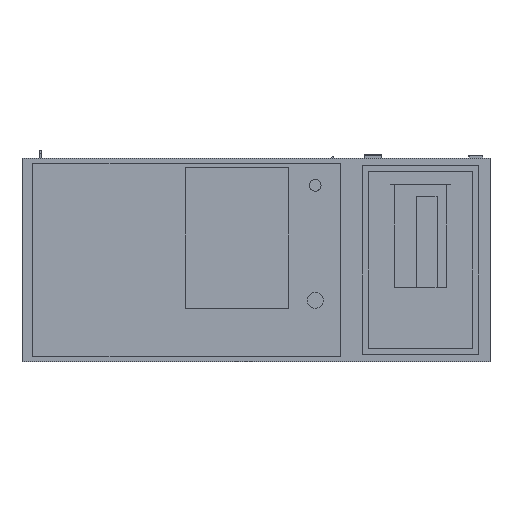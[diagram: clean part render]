
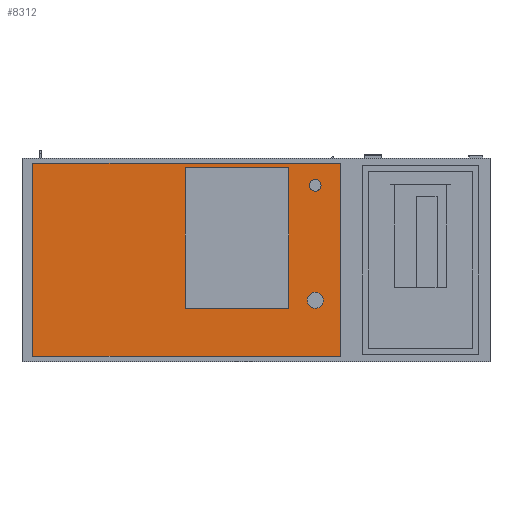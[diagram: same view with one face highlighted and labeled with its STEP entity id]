
A CAD part, front view. The second image highlights one B-rep face of the part: STEP entity #8312.
In plain terms, the highlighted planar face has unit normal (0, -1, 0).
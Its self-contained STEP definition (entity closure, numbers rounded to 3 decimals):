
#484=FACE_OUTER_BOUND('',#1005,.T.);
#1005=EDGE_LOOP('',(#5584,#5585,#5586,#5587));
#1562=LINE('',#12187,#2545);
#1565=LINE('',#12192,#2548);
#1566=LINE('',#12195,#2549);
#1567=LINE('',#12196,#2550);
#2545=VECTOR('',#9717,10.);
#2548=VECTOR('',#9722,10.);
#2549=VECTOR('',#9725,10.);
#2550=VECTOR('',#9726,10.);
#3511=VERTEX_POINT('',#12184);
#3512=VERTEX_POINT('',#12186);
#3513=VERTEX_POINT('',#12190);
#3514=VERTEX_POINT('',#12194);
#4328=EDGE_CURVE('',#3511,#3512,#1562,.T.);
#4331=EDGE_CURVE('',#3511,#3513,#1565,.T.);
#4332=EDGE_CURVE('',#3514,#3513,#1566,.T.);
#4333=EDGE_CURVE('',#3512,#3514,#1567,.T.);
#5584=ORIENTED_EDGE('',*,*,#4331,.T.);
#5585=ORIENTED_EDGE('',*,*,#4332,.F.);
#5586=ORIENTED_EDGE('',*,*,#4333,.F.);
#5587=ORIENTED_EDGE('',*,*,#4328,.F.);
#7901=PLANE('',#8906);
#8312=ADVANCED_FACE('',(#484),#7901,.T.);
#8906=AXIS2_PLACEMENT_3D('',#12193,#9723,#9724);
#9717=DIRECTION('',(0.,0.,1.));
#9722=DIRECTION('',(1.,0.,0.));
#9723=DIRECTION('center_axis',(0.,-1.,0.));
#9724=DIRECTION('ref_axis',(0.,0.,-1.));
#9725=DIRECTION('',(0.,0.,-1.));
#9726=DIRECTION('',(1.,0.,0.));
#12184=CARTESIAN_POINT('',(-525.,-185.,-330.));
#12186=CARTESIAN_POINT('',(-525.,-185.,330.));
#12187=CARTESIAN_POINT('',(-525.,-185.,330.));
#12190=CARTESIAN_POINT('',(525.,-185.,-330.));
#12192=CARTESIAN_POINT('',(0.,-185.,-330.));
#12193=CARTESIAN_POINT('Origin',(0.,-185.,330.));
#12194=CARTESIAN_POINT('',(525.,-185.,330.));
#12195=CARTESIAN_POINT('',(525.,-185.,330.));
#12196=CARTESIAN_POINT('',(0.,-185.,330.));
